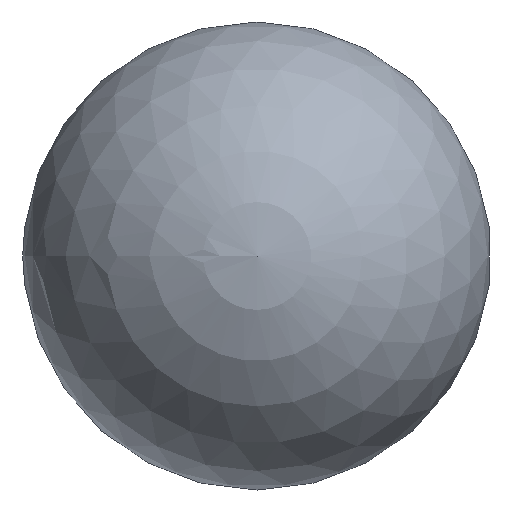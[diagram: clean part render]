
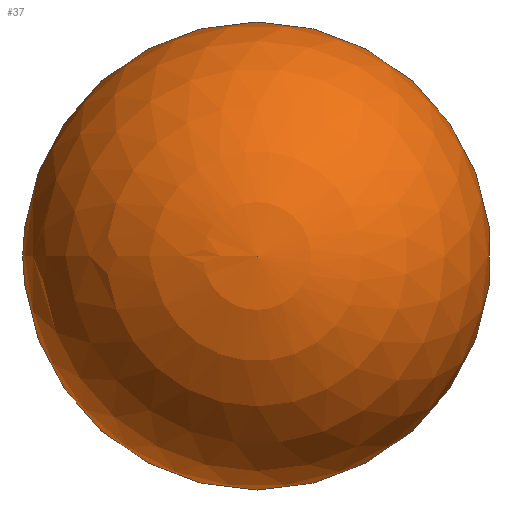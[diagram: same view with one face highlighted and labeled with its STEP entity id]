
A CAD part, left-side view. The second image highlights one B-rep face of the part: STEP entity #37.
In plain terms, the highlighted spherical face has radius 18 mm.
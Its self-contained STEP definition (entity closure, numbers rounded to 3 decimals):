
#37 = ADVANCED_FACE( '', ( #74, #75 ), #76, .T. );
#74 = FACE_BOUND( '', #108, .T. );
#75 = FACE_OUTER_BOUND( '', #109, .T. );
#76 = SPHERICAL_SURFACE( '', #110, 18. );
#108 = VERTEX_LOOP( '', #142 );
#109 = EDGE_LOOP( '', ( #143 ) );
#110 = AXIS2_PLACEMENT_3D( '', #144, #145, #146 );
#142 = VERTEX_POINT( '', #172 );
#143 = ORIENTED_EDGE( '', *, *, #173, .F. );
#144 = CARTESIAN_POINT( '', ( 18., 0., 0. ) );
#145 = DIRECTION( '', ( 1., 0., 0. ) );
#146 = DIRECTION( '', ( 0., 1., 0. ) );
#172 = CARTESIAN_POINT( '', ( 0., 0., 0. ) );
#173 = EDGE_CURVE( '', #190, #190, #191, .T. );
#190 = VERTEX_POINT( '', #209 );
#191 = CIRCLE( '', #210, 9.95 );
#209 = CARTESIAN_POINT( '', ( 33., 0., -9.95 ) );
#210 = AXIS2_PLACEMENT_3D( '', #228, #229, #230 );
#228 = CARTESIAN_POINT( '', ( 33., 0., 0. ) );
#229 = DIRECTION( '', ( 1., 0., 0. ) );
#230 = DIRECTION( '', ( 0., 0., -1. ) );
